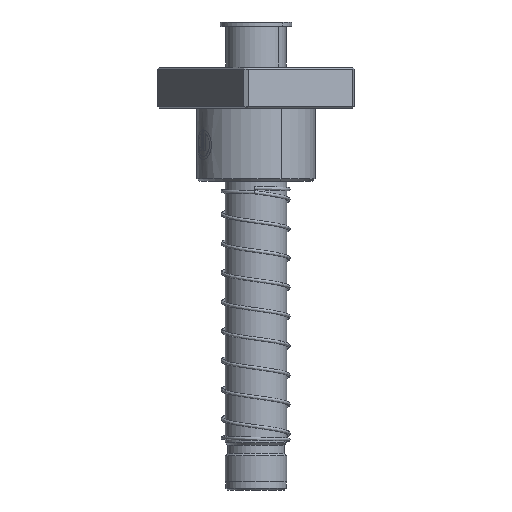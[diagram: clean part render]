
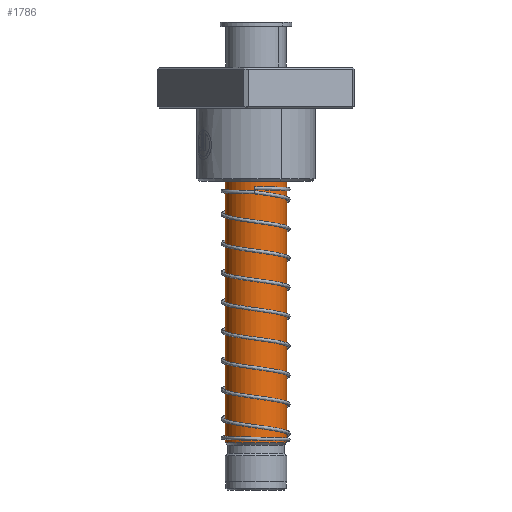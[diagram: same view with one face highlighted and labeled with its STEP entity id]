
A CAD part, front view. The second image highlights one B-rep face of the part: STEP entity #1786.
In plain terms, the highlighted cylindrical face has radius 19 mm (diameter 38 mm), a partial arc.
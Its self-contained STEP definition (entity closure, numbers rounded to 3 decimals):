
#978 = VERTEX_POINT ( 'NONE', #36083 ) ;
#1297 = CARTESIAN_POINT ( 'NONE',  ( 0., 0., 29. ) ) ;
#1786 = ADVANCED_FACE ( 'NONE', ( #16957 ), #11989, .T. ) ;
#2033 = DIRECTION ( 'NONE',  ( 0., 0., -1. ) ) ;
#2229 = LINE ( 'NONE', #26762, #35201 ) ;
#4465 = VERTEX_POINT ( 'NONE', #6487 ) ;
#5123 = ORIENTED_EDGE ( 'NONE', *, *, #27370, .T. ) ;
#6487 = CARTESIAN_POINT ( 'NONE',  ( -19., 0., 29. ) ) ;
#6962 = CARTESIAN_POINT ( 'NONE',  ( 0., 0., 257. ) ) ;
#7212 = AXIS2_PLACEMENT_3D ( 'NONE', #1297, #2033, #36766 ) ;
#9489 = DIRECTION ( 'NONE',  ( 0., 0., -1. ) ) ;
#10507 = EDGE_CURVE ( 'NONE', #978, #4465, #35048, .T. ) ;
#11734 = VERTEX_POINT ( 'NONE', #23631 ) ;
#11827 = VECTOR ( 'NONE', #19748, 1000. ) ;
#11989 = CYLINDRICAL_SURFACE ( 'NONE', #33995, 19. ) ;
#13061 = EDGE_CURVE ( 'NONE', #11734, #978, #15879, .T. ) ;
#15879 = LINE ( 'NONE', #16840, #11827 ) ;
#16150 = AXIS2_PLACEMENT_3D ( 'NONE', #6962, #26770, #27144 ) ;
#16840 = CARTESIAN_POINT ( 'NONE',  ( 19., 0., 260. ) ) ;
#16957 = FACE_OUTER_BOUND ( 'NONE', #31155, .T. ) ;
#18483 = CARTESIAN_POINT ( 'NONE',  ( -19., 0., 257. ) ) ;
#18859 = DIRECTION ( 'NONE',  ( 0., 0., -1. ) ) ;
#19748 = DIRECTION ( 'NONE',  ( 0., 0., -1. ) ) ;
#21493 = ORIENTED_EDGE ( 'NONE', *, *, #30810, .T. ) ;
#23631 = CARTESIAN_POINT ( 'NONE',  ( 19., 0., 257. ) ) ;
#25053 = CARTESIAN_POINT ( 'NONE',  ( 0., 0., 260. ) ) ;
#25180 = DIRECTION ( 'NONE',  ( -1., 0., 0. ) ) ;
#26762 = CARTESIAN_POINT ( 'NONE',  ( -19., 0., 260. ) ) ;
#26770 = DIRECTION ( 'NONE',  ( 0., 0., -1. ) ) ;
#27144 = DIRECTION ( 'NONE',  ( 1., 0., 0. ) ) ;
#27370 = EDGE_CURVE ( 'NONE', #11734, #31578, #29070, .T. ) ;
#29070 = CIRCLE ( 'NONE', #16150, 19. ) ;
#30741 = ORIENTED_EDGE ( 'NONE', *, *, #10507, .F. ) ;
#30810 = EDGE_CURVE ( 'NONE', #31578, #4465, #2229, .T. ) ;
#31155 = EDGE_LOOP ( 'NONE', ( #33482, #5123, #21493, #30741 ) ) ;
#31578 = VERTEX_POINT ( 'NONE', #18483 ) ;
#33482 = ORIENTED_EDGE ( 'NONE', *, *, #13061, .F. ) ;
#33995 = AXIS2_PLACEMENT_3D ( 'NONE', #25053, #18859, #25180 ) ;
#35048 = CIRCLE ( 'NONE', #7212, 19. ) ;
#35201 = VECTOR ( 'NONE', #9489, 1000. ) ;
#36083 = CARTESIAN_POINT ( 'NONE',  ( 19., 0., 29. ) ) ;
#36766 = DIRECTION ( 'NONE',  ( -1., 0., 0. ) ) ;
